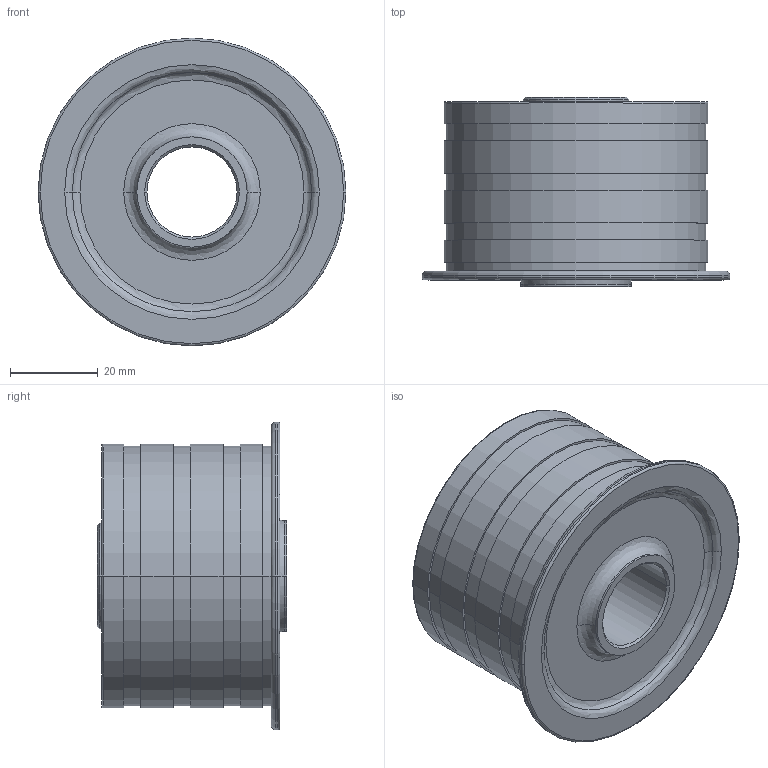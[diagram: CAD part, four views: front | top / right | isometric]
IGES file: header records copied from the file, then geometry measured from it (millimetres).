
Start section:  PTC IGES file: S0614615412.igs
Global section: file name: S0614615412.igs; native system: Pro/ENGINEER by Parametric Technology Corporation; preprocessor: 2005310; author: RCRU51; organization: Unknown; date: 090608.171700; units: millimetre
Bounding box: 70 x 43 x 70 mm (x, y, z)
Surface area: 18358.7 mm2 (no closed solid volume)
Topology: 0 solids, 0 shells, 55 faces, 220 edges, 220 vertices
Faces by surface type: revolution 42, bspline 13
